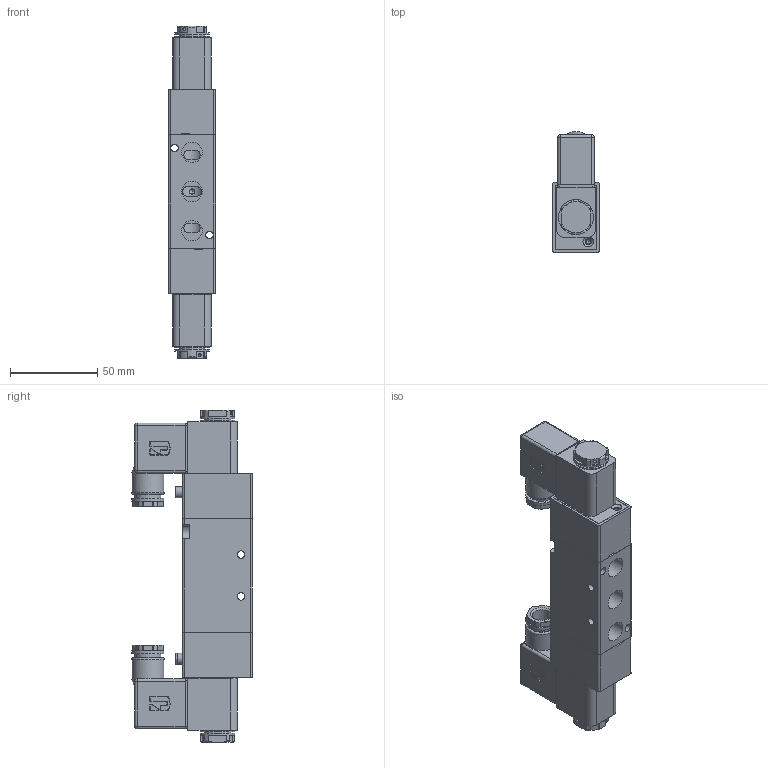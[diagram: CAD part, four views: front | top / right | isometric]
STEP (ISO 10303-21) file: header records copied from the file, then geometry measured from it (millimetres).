
FILE_DESCRIPTION(/* description */ ('STEP AP203'),/* implementation_level */ '2;1');
FILE_NAME(/* name */ '86-MV-5-24-520-M42.stp',/* time_stamp */ '2024-02-09T11:23:16+01:00',/* author */ ('Tschernatsch'),/* organization */ (''),/* preprocessor_version */ 'ST-DEVELOPER v17.2',/* originating_system */ 'Autodesk Inventor 2019',/* authorisation */ '');
FILE_SCHEMA (('AUTOMOTIVE_DESIGN { 1 0 10303 214 3 1 1 }'));
Length unit declared in the file: millimetre
Products named in the file (12): 86-MV-5-24-511-M42; 4V310-08-03·§ÌåÍâÐÎÍ
¼; N4V310ÏÈµ¼·§×ùÍâ
ÐÎÍ¼; 5V310-13Ñ¹°å; J4V210ÏßÈ¦½ÓÏßºÐ
×é¼þÍâÐÎÍ¼; N4V210-16ÏßÈ¦ÍâÐÎÍ
¼; 5V210-21¶Ë×Ó¿ÇÍâÐÎ
Í¼; 5V210-22¶Ë×ÓÊ½ÂÝÃ±
ÍâÐÎÍ¼; 5V210-15ÏßÈ¦ÂÝÄ¸Íâ
ÐÎÍ¼; cross recessed pan head screws gb_GB_CROSS_SCREWS_TYPE1 M3X30-30  H t
ype-N; 5V210-23¶Ë×ÓµæÆ¬Íâ
ÐÎÍ¼; N4V310ÊÖ¶¯¸ËÍâÐÎ
Í¼
Assembly tree (15 placements, depth 3):
  86-MV-5-24-511-M42
    N4V310ÏÈµ¼·§×ùÍâ
ÐÎÍ¼  x2
    5V310-13Ñ¹°å  x2
    N4V310ÊÖ¶¯¸ËÍâÐÎ
Í¼  x2
    J4V210ÏßÈ¦½ÓÏßºÐ
×é¼þÍâÐÎÍ¼  x2
      N4V210-16ÏßÈ¦ÍâÐÎÍ
¼
      5V210-21¶Ë×Ó¿ÇÍâÐÎ
Í¼
      5V210-22¶Ë×ÓÊ½ÂÝÃ±
ÍâÐÎÍ¼
      5V210-15ÏßÈ¦ÂÝÄ¸Íâ
ÐÎÍ¼
      cross recessed pan head screws gb_GB_CROSS_SCREWS_TYPE1 M3X30-30  H t
ype-N
      5V210-23¶Ë×ÓµæÆ¬Íâ
ÐÎÍ¼
    4V310-08-03·§ÌåÍâÐÎÍ
¼
Bounding box: 27 x 69.2 x 190.6 mm (x, y, z)
Volume: 176974.4 mm3; surface area: 66077.7 mm2
Topology: 19 solids, 19 shells, 665 faces, 1779 edges, 1201 vertices
Faces by surface type: plane 349, cylinder 211, torus 50, cone 33, bspline 12, sphere 10
Full cylindrical faces by diameter (mm): 1.8 x2, 2.2 x4, 2.5 x6, 2.7 x2, 3 x5, 3.3 x8, 4.3 x4, 5 x2, 5.6 x2, 6.25 x2, 6.5 x2, 7 x2, 8.15 x2, 9.1 x2, 9.2 x2, 10.8 x2, 11.8 x5, 12 x2, 12.6 x1, 13 x2, 14 x2, 15 x2, 15.2 x2, 16 x2, 18.4 x2, 18.6 x2, 20 x4, 21.3 x2
Entity records: 14333 total; most frequent: CARTESIAN_POINT 4192, DIRECTION 2159, ORIENTED_EDGE 1974, EDGE_CURVE 987, AXIS2_PLACEMENT_3D 828, VERTEX_POINT 677, LINE 503, VECTOR 503
